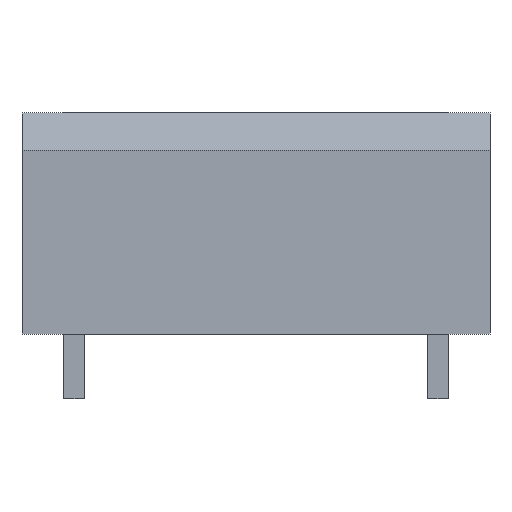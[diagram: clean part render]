
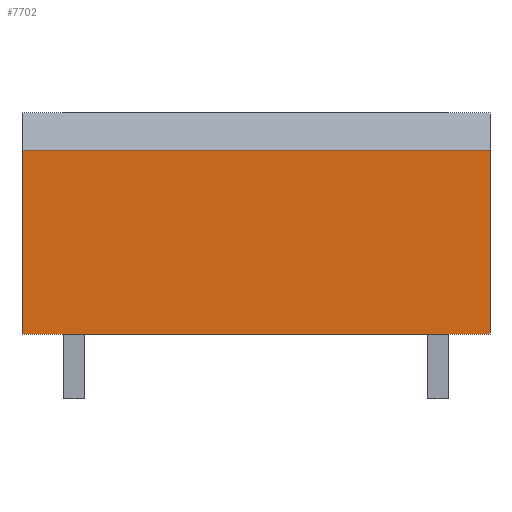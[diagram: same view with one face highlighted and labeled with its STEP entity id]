
A CAD part, front view. The second image highlights one B-rep face of the part: STEP entity #7702.
In plain terms, the highlighted planar face has unit normal (0, -1, 0).
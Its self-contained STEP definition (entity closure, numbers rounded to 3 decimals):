
#69=LINE('',#9884,#609);
#75=LINE('',#10556,#615);
#76=LINE('',#10559,#616);
#77=LINE('',#10560,#617);
#609=VECTOR('',#8326,1000.);
#615=VECTOR('',#8334,1000.);
#616=VECTOR('',#8335,1000.);
#617=VECTOR('',#8336,1000.);
#1393=ORIENTED_EDGE('',*,*,#3085,.F.);
#1394=ORIENTED_EDGE('',*,*,#3086,.T.);
#1395=ORIENTED_EDGE('',*,*,#2909,.T.);
#1396=ORIENTED_EDGE('',*,*,#3087,.T.);
#2909=EDGE_CURVE('',#3755,#3756,#69,.T.);
#3085=EDGE_CURVE('',#3931,#3932,#75,.T.);
#3086=EDGE_CURVE('',#3931,#3755,#76,.T.);
#3087=EDGE_CURVE('',#3756,#3932,#77,.T.);
#3755=VERTEX_POINT('',#9885);
#3756=VERTEX_POINT('',#9886);
#3931=VERTEX_POINT('',#10557);
#3932=VERTEX_POINT('',#10558);
#4574=EDGE_LOOP('',(#1393,#1394,#1395,#1396));
#4934=FACE_BOUND('',#4574,.T.);
#5266=PLANE('',#8033);
#7702=ADVANCED_FACE('',(#4934),#5266,.F.);
#8033=AXIS2_PLACEMENT_3D('',#10555,#8332,#8333);
#8326=DIRECTION('',(0.,0.,-1.));
#8332=DIRECTION('',(0.,1.,0.));
#8333=DIRECTION('',(0.,0.,1.));
#8334=DIRECTION('',(0.,0.,-1.));
#8335=DIRECTION('',(-1.,0.,0.));
#8336=DIRECTION('',(1.,0.,0.));
#9884=CARTESIAN_POINT('',(-32.8,-11.5,8.5));
#9885=CARTESIAN_POINT('',(-32.8,-11.5,5.65));
#9886=CARTESIAN_POINT('',(-32.8,-11.5,-8.5));
#10555=CARTESIAN_POINT('',(-32.8,-11.5,8.5));
#10556=CARTESIAN_POINT('',(3.2,-11.5,8.5));
#10557=CARTESIAN_POINT('',(3.2,-11.5,5.65));
#10558=CARTESIAN_POINT('',(3.2,-11.5,-8.5));
#10559=CARTESIAN_POINT('',(-32.8,-11.5,5.65));
#10560=CARTESIAN_POINT('',(-32.8,-11.5,-8.5));
